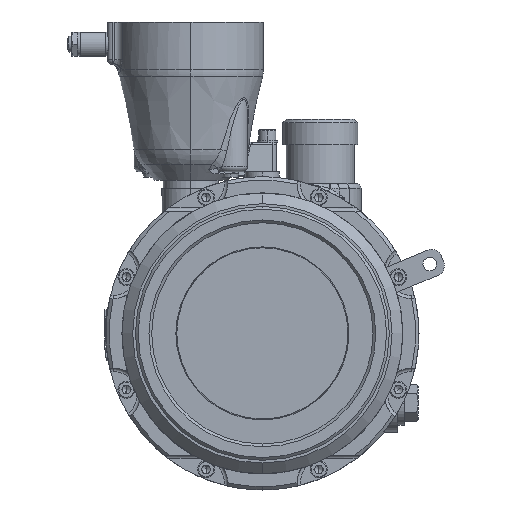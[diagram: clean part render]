
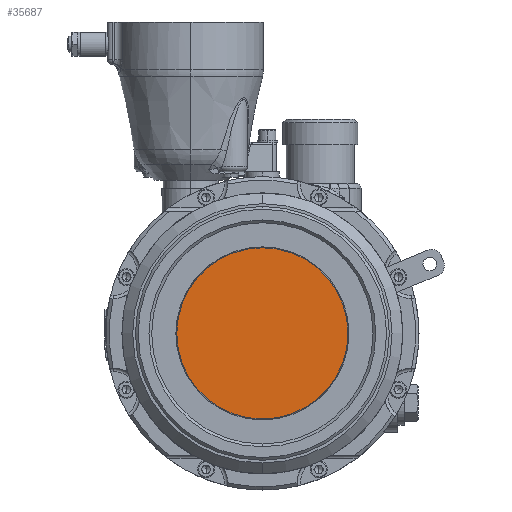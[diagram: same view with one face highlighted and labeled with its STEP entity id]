
A CAD part, left-side view. The second image highlights one B-rep face of the part: STEP entity #35687.
In plain terms, the highlighted planar face has unit normal (-1, 0, 0).
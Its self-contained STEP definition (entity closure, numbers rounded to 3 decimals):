
#13140 = CARTESIAN_POINT ( 'NONE',  ( -168.298, 0., 0. ) ) ;
#13141 = PLANE ( 'NONE',  #77048 ) ;
#13150 = DIRECTION ( 'NONE',  ( 1., 0., 0. ) ) ;
#13151 = DIRECTION ( 'NONE',  ( 0., 0., -1. ) ) ;
#15635 = EDGE_LOOP ( 'NONE', ( #47063, #47176 ) ) ;
#33621 = EDGE_CURVE ( 'NONE', #69304, #69305, #54491, .T. ) ;
#33663 = EDGE_CURVE ( 'NONE', #69305, #69304, #54558, .T. ) ;
#35095 = FACE_OUTER_BOUND ( 'NONE', #15635, .T. ) ;
#35687 = ADVANCED_FACE ( 'NONE', ( #35095 ), #13141, .F. ) ;
#47063 = ORIENTED_EDGE ( 'NONE', *, *, #33663, .T. ) ;
#47176 = ORIENTED_EDGE ( 'NONE', *, *, #33621, .T. ) ;
#48021 = CARTESIAN_POINT ( 'NONE',  ( -168.298, 0., 0. ) ) ;
#48022 = DIRECTION ( 'NONE',  ( -1., 0., 0. ) ) ;
#48023 = DIRECTION ( 'NONE',  ( 0., 0., 1. ) ) ;
#48070 = CARTESIAN_POINT ( 'NONE',  ( -168.298, 0., 0. ) ) ;
#48084 = DIRECTION ( 'NONE',  ( -1., 0., 0. ) ) ;
#48085 = DIRECTION ( 'NONE',  ( 0., 0., 1. ) ) ;
#54491 = CIRCLE ( 'NONE', #76679, 50.3 ) ;
#54558 = CIRCLE ( 'NONE', #76689, 50.3 ) ;
#63200 = CARTESIAN_POINT ( 'NONE',  ( -168.298, 0., 50.3 ) ) ;
#63201 = CARTESIAN_POINT ( 'NONE',  ( -168.298, 0., -50.3 ) ) ;
#69304 = VERTEX_POINT ( 'NONE', #63200 ) ;
#69305 = VERTEX_POINT ( 'NONE', #63201 ) ;
#76679 = AXIS2_PLACEMENT_3D ( 'NONE', #48021, #48022, #48023 ) ;
#76689 = AXIS2_PLACEMENT_3D ( 'NONE', #48070, #48084, #48085 ) ;
#77048 = AXIS2_PLACEMENT_3D ( 'NONE', #13140, #13150, #13151 ) ;
